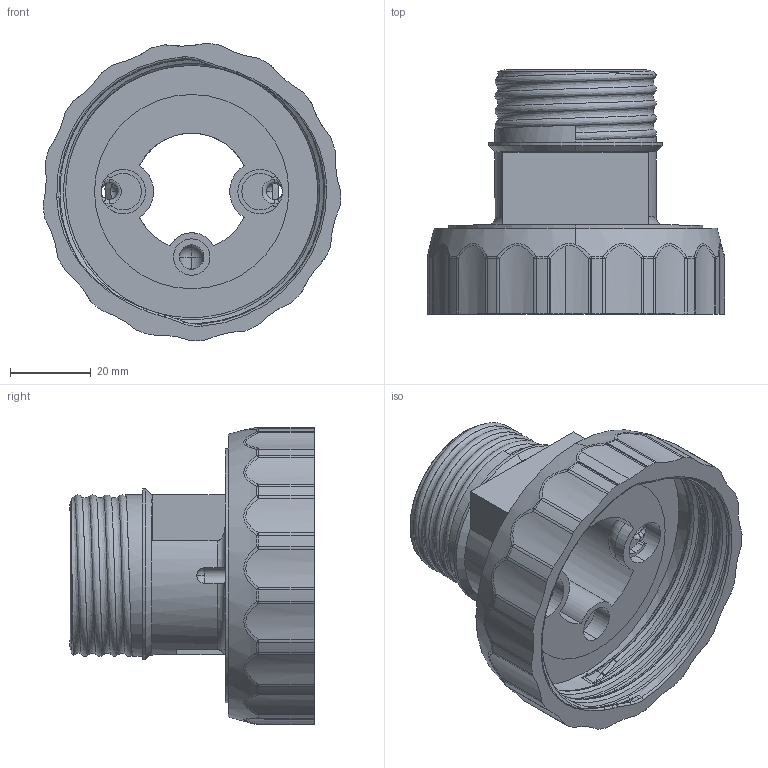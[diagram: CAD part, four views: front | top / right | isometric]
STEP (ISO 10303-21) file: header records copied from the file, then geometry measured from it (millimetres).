
FILE_DESCRIPTION (( 'STEP AP214' ), '1' );
FILE_NAME ('2501-001.STEP', '2022-09-16T18:36:12', ( '' ), ( '' ), 'SwSTEP 2.0', 'SolidWorks 2020', '' );
FILE_SCHEMA (( 'AUTOMOTIVE_DESIGN' ));
Length unit declared in the file: millimetre
Products named in the file (1): 2501-001
Bounding box: 73.54 x 60.4 x 73.51 mm (x, y, z)
Volume: 56997.2 mm3; surface area: 27665.3 mm2
Topology: 1 solids, 1 shells, 350 faces, 856 edges, 501 vertices
Faces by surface type: cylinder 133, bspline 76, plane 48, sphere 44, torus 39, cone 10
Entity records: 20978 total; most frequent: CARTESIAN_POINT 13188, ORIENTED_EDGE 1688, DIRECTION 1621, EDGE_CURVE 844, AXIS2_PLACEMENT_3D 700, VERTEX_POINT 501, CIRCLE 425, EDGE_LOOP 363
